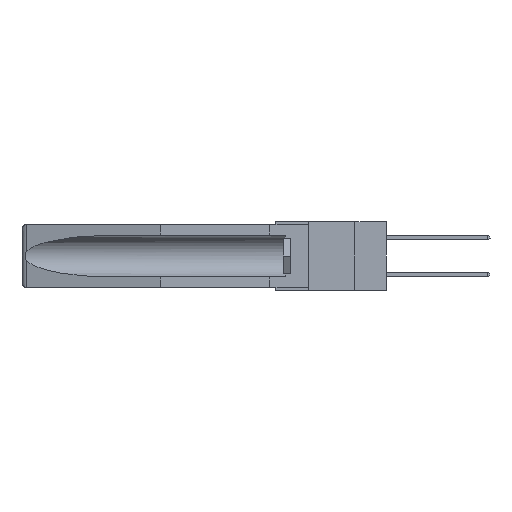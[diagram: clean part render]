
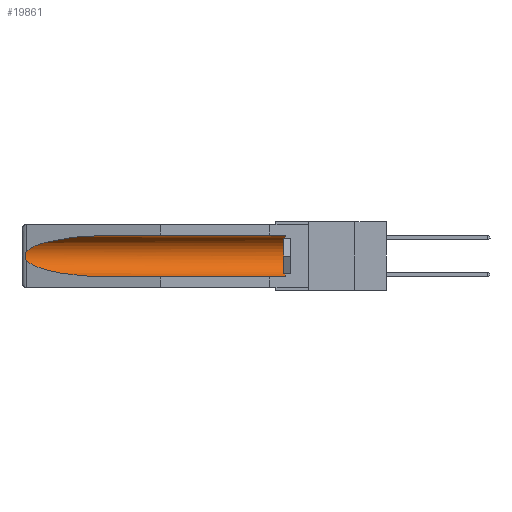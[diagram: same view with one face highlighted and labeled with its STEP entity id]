
A CAD part, left-side view. The second image highlights one B-rep face of the part: STEP entity #19861.
In plain terms, the highlighted cylindrical face has radius 2.857 mm (diameter 5.715 mm), a partial arc.
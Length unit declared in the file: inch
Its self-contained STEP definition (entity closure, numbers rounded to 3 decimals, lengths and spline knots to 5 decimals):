
#237 = CARTESIAN_POINT ( 'NONE',  ( 0.155, 1.07973, -0.059 ) ) ;
#647 = CARTESIAN_POINT ( 'NONE',  ( 0.26537, 1.52718, -0.14972 ) ) ;
#1000 = EDGE_CURVE ( 'NONE', #21450, #18566, #15050, .T. ) ;
#1064 = LINE ( 'NONE', #11421, #19066 ) ;
#1074 = CYLINDRICAL_SURFACE ( 'NONE', #22966, 0.1125 ) ;
#1297 = EDGE_CURVE ( 'NONE', #19278, #15519, #7255, .T. ) ;
#1561 = VERTEX_POINT ( 'NONE', #6666 ) ;
#1708 = EDGE_CURVE ( 'NONE', #7623, #1561, #4396, .T. ) ;
#1818 = CARTESIAN_POINT ( 'NONE',  ( 0.2675, 1.53308, -0.16763 ) ) ;
#1893 = CARTESIAN_POINT ( 'NONE',  ( 0.2675, 1.53308, -0.17534 ) ) ;
#1972 = CARTESIAN_POINT ( 'NONE',  ( 0.26597, 1.5296, -0.19026 ) ) ;
#2300 = CARTESIAN_POINT ( 'NONE',  ( 0.25451, 1.48313, -0.09465 ) ) ;
#2601 = CARTESIAN_POINT ( 'NONE',  ( 0.25451, 1.48313, -0.24835 ) ) ;
#4274 = CARTESIAN_POINT ( 'NONE',  ( 0.155, 1.07973, -0.059 ) ) ;
#4285 = DIRECTION ( 'NONE',  ( 0., 1., 0. ) ) ;
#4396 =( BOUNDED_CURVE ( )  B_SPLINE_CURVE ( 3, ( #11330, #2601, #15887, #17351 ),
 .UNSPECIFIED., .F., .F. ) 
 B_SPLINE_CURVE_WITH_KNOTS ( ( 4, 4 ),
 ( 0.1948, 1.5708 ),
 .UNSPECIFIED. ) 
 CURVE ( )  GEOMETRIC_REPRESENTATION_ITEM ( )  RATIONAL_B_SPLINE_CURVE ( ( 1., 0.848, 0.848, 1. ) ) 
 REPRESENTATION_ITEM ( '' )  );
#4406 = ORIENTED_EDGE ( 'NONE', *, *, #17259, .F. ) ;
#5010 = AXIS2_PLACEMENT_3D ( 'NONE', #8222, #21025, #19269 ) ;
#5093 = CARTESIAN_POINT ( 'NONE',  ( 0.26537, 1.52718, -0.14972 ) ) ;
#6283 = LINE ( 'NONE', #7079, #9933 ) ;
#6666 = CARTESIAN_POINT ( 'NONE',  ( 0.155, 1.07973, -0.284 ) ) ;
#6871 = CARTESIAN_POINT ( 'NONE',  ( 0.26537, 1.52718, -0.14972 ) ) ;
#7033 = CARTESIAN_POINT ( 'NONE',  ( 0.155, -0.30754, -0.1715 ) ) ;
#7079 = CARTESIAN_POINT ( 'NONE',  ( 0.155, -0.30754, -0.284 ) ) ;
#7224 = ORIENTED_EDGE ( 'NONE', *, *, #21264, .T. ) ;
#7255 = CIRCLE ( 'NONE', #5010, 0.1125 ) ;
#7623 = VERTEX_POINT ( 'NONE', #18319 ) ;
#8205 = CARTESIAN_POINT ( 'NONE',  ( 0.26597, 1.52961, -0.15275 ) ) ;
#8222 = CARTESIAN_POINT ( 'NONE',  ( 0.155, 0.126, -0.1715 ) ) ;
#8998 = CARTESIAN_POINT ( 'NONE',  ( 0.26654, 1.53092, -0.15636 ) ) ;
#9155 = CARTESIAN_POINT ( 'NONE',  ( 0.2673, 1.5327, -0.16383 ) ) ;
#9547 = FACE_OUTER_BOUND ( 'NONE', #22857, .T. ) ;
#9559 = CARTESIAN_POINT ( 'NONE',  ( 0.21114, 1.30732, -0.059 ) ) ;
#9931 = DIRECTION ( 'NONE',  ( 0., 0., 1. ) ) ;
#9933 = VECTOR ( 'NONE', #13089, 39.37008 ) ;
#10926 = CARTESIAN_POINT ( 'NONE',  ( 0.26655, 1.53094, -0.18657 ) ) ;
#11226 = ORIENTED_EDGE ( 'NONE', *, *, #1000, .T. ) ;
#11330 = CARTESIAN_POINT ( 'NONE',  ( 0.26537, 1.52718, -0.19328 ) ) ;
#11421 = CARTESIAN_POINT ( 'NONE',  ( 0.155, -0.30754, -0.059 ) ) ;
#12510 = ORIENTED_EDGE ( 'NONE', *, *, #1297, .T. ) ;
#13089 = DIRECTION ( 'NONE',  ( 0., 1., 0. ) ) ;
#14704 = CARTESIAN_POINT ( 'NONE',  ( 0.26537, 1.52718, -0.19328 ) ) ;
#15050 =( BOUNDED_CURVE ( )  B_SPLINE_CURVE ( 3, ( #4274, #9559, #2300, #647 ),
 .UNSPECIFIED., .F., .F. ) 
 B_SPLINE_CURVE_WITH_KNOTS ( ( 4, 4 ),
 ( 4.71239, 6.08839 ),
 .UNSPECIFIED. ) 
 CURVE ( )  GEOMETRIC_REPRESENTATION_ITEM ( )  RATIONAL_B_SPLINE_CURVE ( ( 1., 0.848, 0.848, 1. ) ) 
 REPRESENTATION_ITEM ( '' )  );
#15519 = VERTEX_POINT ( 'NONE', #22569 ) ;
#15791 = DIRECTION ( 'NONE',  ( 0., 1., 0. ) ) ;
#15887 = CARTESIAN_POINT ( 'NONE',  ( 0.21114, 1.30732, -0.284 ) ) ;
#17259 = EDGE_CURVE ( 'NONE', #19278, #1561, #6283, .T. ) ;
#17351 = CARTESIAN_POINT ( 'NONE',  ( 0.155, 1.07973, -0.284 ) ) ;
#17754 = ORIENTED_EDGE ( 'NONE', *, *, #1708, .T. ) ;
#18319 = CARTESIAN_POINT ( 'NONE',  ( 0.26537, 1.52718, -0.19328 ) ) ;
#18566 = VERTEX_POINT ( 'NONE', #5093 ) ;
#19066 = VECTOR ( 'NONE', #4285, 39.37008 ) ;
#19132 = EDGE_CURVE ( 'NONE', #15519, #21450, #1064, .T. ) ;
#19269 = DIRECTION ( 'NONE',  ( 0., 0., 1. ) ) ;
#19278 = VERTEX_POINT ( 'NONE', #19425 ) ;
#19425 = CARTESIAN_POINT ( 'NONE',  ( 0.155, 0.126, -0.284 ) ) ;
#19861 = ADVANCED_FACE ( 'NONE', ( #9547 ), #1074, .F. ) ;
#20615 = B_SPLINE_CURVE_WITH_KNOTS ( 'NONE', 3,
 ( #6871, #8205, #8998, #9155, #1818, #1893, #21950, #10926, #1972, #14704 ),
 .UNSPECIFIED., .F., .F.,
 ( 4, 2, 2, 2, 4 ),
 ( 0., 0.00029, 0.00058, 0.00087, 0.00117 ),
 .UNSPECIFIED. ) ;
#20879 = ORIENTED_EDGE ( 'NONE', *, *, #19132, .T. ) ;
#21025 = DIRECTION ( 'NONE',  ( 0., -1., 0. ) ) ;
#21264 = EDGE_CURVE ( 'NONE', #18566, #7623, #20615, .T. ) ;
#21450 = VERTEX_POINT ( 'NONE', #237 ) ;
#21950 = CARTESIAN_POINT ( 'NONE',  ( 0.2673, 1.53269, -0.17917 ) ) ;
#22569 = CARTESIAN_POINT ( 'NONE',  ( 0.155, 0.126, -0.059 ) ) ;
#22857 = EDGE_LOOP ( 'NONE', ( #11226, #7224, #17754, #4406, #12510, #20879 ) ) ;
#22966 = AXIS2_PLACEMENT_3D ( 'NONE', #7033, #15791, #9931 ) ;
